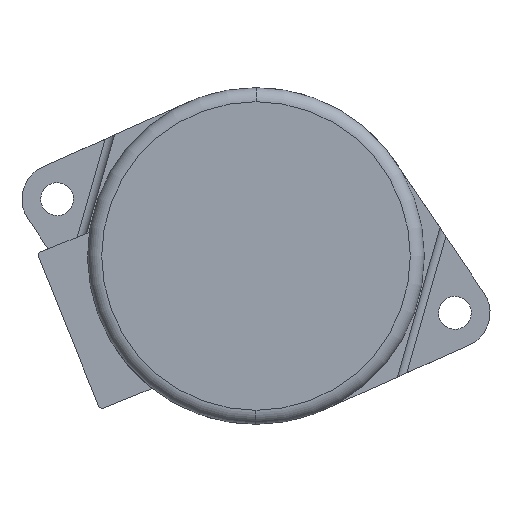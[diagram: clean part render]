
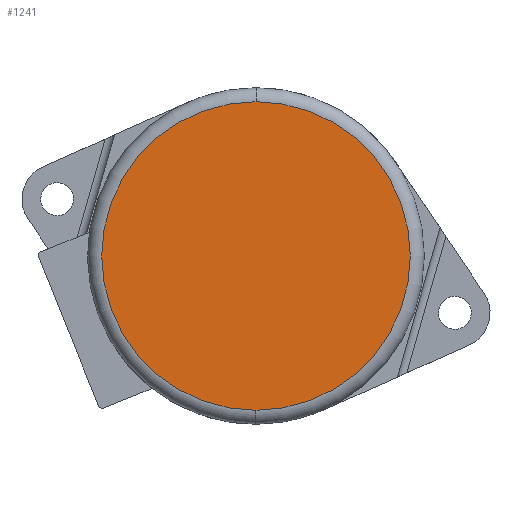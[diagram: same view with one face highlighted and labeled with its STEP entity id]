
A CAD part, front view. The second image highlights one B-rep face of the part: STEP entity #1241.
In plain terms, the highlighted planar face has unit normal (0, -1, 0).
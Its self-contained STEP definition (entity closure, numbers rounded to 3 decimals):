
#673 = CARTESIAN_POINT ( 'NONE',  ( 0., -19.85, 0. ) ) ;
#700 = EDGE_CURVE ( 'NONE', #2095, #4121, #3700, .T. ) ;
#796 = DIRECTION ( 'NONE',  ( 0., -1., 0. ) ) ;
#835 = CARTESIAN_POINT ( 'NONE',  ( 0., -19.85, 0. ) ) ;
#1241 = ADVANCED_FACE ( 'NONE', ( #4673 ), #5153, .T. ) ;
#1470 = ORIENTED_EDGE ( 'NONE', *, *, #3529, .T. ) ;
#2095 = VERTEX_POINT ( 'NONE', #3183 ) ;
#2337 = EDGE_LOOP ( 'NONE', ( #1470, #3743 ) ) ;
#2569 = DIRECTION ( 'NONE',  ( 0., -1., 0. ) ) ;
#3183 = CARTESIAN_POINT ( 'NONE',  ( 0., -19.85, 19.25 ) ) ;
#3529 = EDGE_CURVE ( 'NONE', #4121, #2095, #5652, .T. ) ;
#3700 = CIRCLE ( 'NONE', #5791, 19.25 ) ;
#3743 = ORIENTED_EDGE ( 'NONE', *, *, #700, .T. ) ;
#3746 = AXIS2_PLACEMENT_3D ( 'NONE', #5316, #2569, #5772 ) ;
#3868 = DIRECTION ( 'NONE',  ( 0., -1., 0. ) ) ;
#3937 = DIRECTION ( 'NONE',  ( 0., 0., -1. ) ) ;
#4121 = VERTEX_POINT ( 'NONE', #5035 ) ;
#4324 = DIRECTION ( 'NONE',  ( 0., 0., -1. ) ) ;
#4673 = FACE_OUTER_BOUND ( 'NONE', #2337, .T. ) ;
#5035 = CARTESIAN_POINT ( 'NONE',  ( 0., -19.85, -19.25 ) ) ;
#5153 = PLANE ( 'NONE',  #5454 ) ;
#5316 = CARTESIAN_POINT ( 'NONE',  ( 0., -19.85, 0. ) ) ;
#5454 = AXIS2_PLACEMENT_3D ( 'NONE', #673, #3868, #4324 ) ;
#5652 = CIRCLE ( 'NONE', #3746, 19.25 ) ;
#5772 = DIRECTION ( 'NONE',  ( 0., 0., -1. ) ) ;
#5791 = AXIS2_PLACEMENT_3D ( 'NONE', #835, #796, #3937 ) ;
